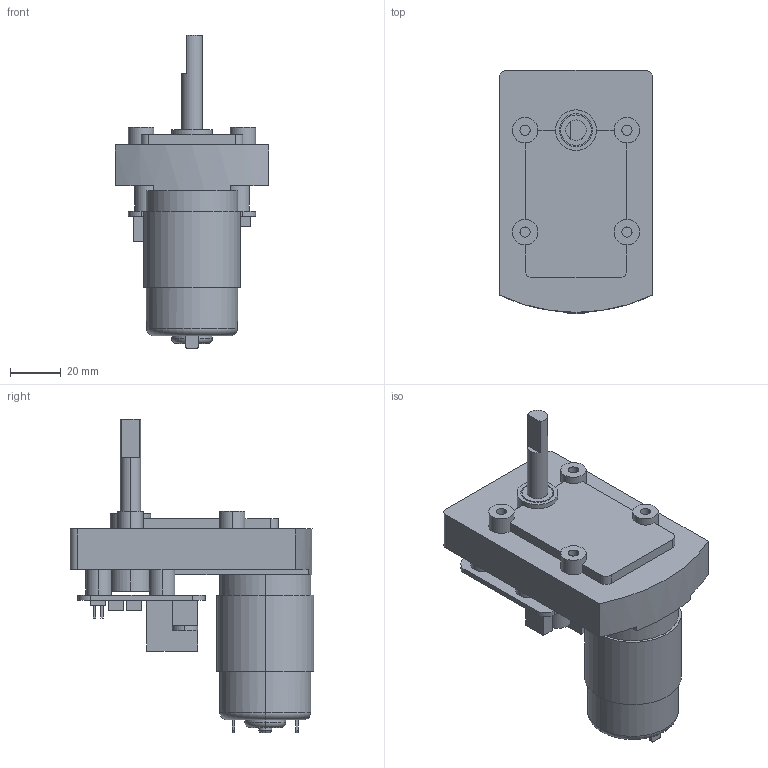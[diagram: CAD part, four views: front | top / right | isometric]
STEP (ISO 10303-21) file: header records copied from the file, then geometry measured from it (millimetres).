
FILE_DESCRIPTION (( 'STEP AP203' ), '1' );
FILE_NAME ('ASMC-03.STEP', '2016-05-13T07:15:57', ( '' ), ( '' ), 'SwSTEP 2.0', 'SolidWorks 2015', '' );
FILE_SCHEMA (( 'CONFIG_CONTROL_DESIGN' ));
Length unit declared in the file: millimetre
Products named in the file (1): ASMC-03
Bounding box: 60.2 x 95.6 x 123 mm (x, y, z)
Volume: 181631.3 mm3; surface area: 44848.6 mm2
Topology: 4 solids, 4 shells, 278 faces, 658 edges, 434 vertices
Faces by surface type: plane 193, cylinder 79, torus 6
Entity records: 8081 total; most frequent: DIRECTION 1400, CARTESIAN_POINT 1371, ORIENTED_EDGE 1316, EDGE_CURVE 658, VECTOR 474, LINE 474, AXIS2_PLACEMENT_3D 463, VERTEX_POINT 434
